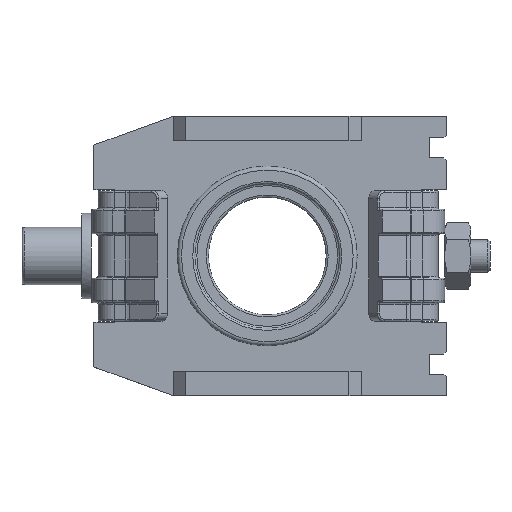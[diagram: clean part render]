
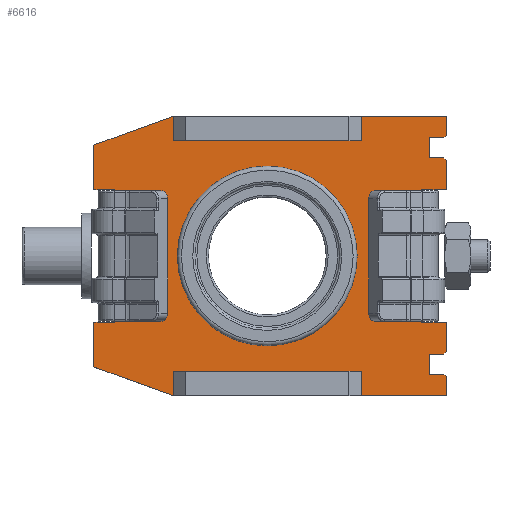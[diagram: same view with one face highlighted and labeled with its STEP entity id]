
A CAD part, top view. The second image highlights one B-rep face of the part: STEP entity #6616.
In plain terms, the highlighted planar face has unit normal (0, 0, 1).
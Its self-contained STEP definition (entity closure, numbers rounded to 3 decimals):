
#206=LINE('',#10481,#730);
#207=LINE('',#10483,#731);
#208=LINE('',#10485,#732);
#209=LINE('',#10487,#733);
#210=LINE('',#10489,#734);
#211=LINE('',#10491,#735);
#212=LINE('',#10493,#736);
#213=LINE('',#10495,#737);
#214=LINE('',#10497,#738);
#215=LINE('',#10499,#739);
#216=LINE('',#10501,#740);
#217=LINE('',#10503,#741);
#218=LINE('',#10505,#742);
#219=LINE('',#10507,#743);
#220=LINE('',#10509,#744);
#221=LINE('',#10511,#745);
#222=LINE('',#10513,#746);
#223=LINE('',#10515,#747);
#224=LINE('',#10517,#748);
#225=LINE('',#10519,#749);
#226=LINE('',#10521,#750);
#227=LINE('',#10523,#751);
#228=LINE('',#10525,#752);
#229=LINE('',#10527,#753);
#230=LINE('',#10529,#754);
#231=LINE('',#10531,#755);
#232=LINE('',#10533,#756);
#233=LINE('',#10535,#757);
#234=LINE('',#10537,#758);
#235=LINE('',#10539,#759);
#236=LINE('',#10541,#760);
#237=LINE('',#10542,#761);
#730=VECTOR('',#8092,1000.);
#731=VECTOR('',#8093,1000.);
#732=VECTOR('',#8094,1000.);
#733=VECTOR('',#8095,1000.);
#734=VECTOR('',#8096,1000.);
#735=VECTOR('',#8097,1000.);
#736=VECTOR('',#8098,1000.);
#737=VECTOR('',#8099,1000.);
#738=VECTOR('',#8100,1000.);
#739=VECTOR('',#8101,1000.);
#740=VECTOR('',#8102,1000.);
#741=VECTOR('',#8103,1000.);
#742=VECTOR('',#8104,1000.);
#743=VECTOR('',#8105,1000.);
#744=VECTOR('',#8106,1000.);
#745=VECTOR('',#8107,1000.);
#746=VECTOR('',#8108,1000.);
#747=VECTOR('',#8109,1000.);
#748=VECTOR('',#8110,1000.);
#749=VECTOR('',#8111,1000.);
#750=VECTOR('',#8112,1000.);
#751=VECTOR('',#8113,1000.);
#752=VECTOR('',#8114,1000.);
#753=VECTOR('',#8115,1000.);
#754=VECTOR('',#8116,1000.);
#755=VECTOR('',#8117,1000.);
#756=VECTOR('',#8118,1000.);
#757=VECTOR('',#8119,1000.);
#758=VECTOR('',#8120,1000.);
#759=VECTOR('',#8121,1000.);
#760=VECTOR('',#8122,1000.);
#761=VECTOR('',#8123,1000.);
#1223=PLANE('',#7127);
#1368=FACE_BOUND('',#1845,.T.);
#1406=FACE_OUTER_BOUND('',#1844,.T.);
#1844=EDGE_LOOP('',(#4443,#4444,#4445,#4446,#4447,#4448,#4449,#4450,#4451,
#4452,#4453,#4454,#4455,#4456,#4457,#4458,#4459,#4460,#4461,#4462,#4463,
#4464,#4465,#4466,#4467,#4468,#4469,#4470,#4471,#4472,#4473,#4474));
#1845=EDGE_LOOP('',(#4475));
#2311=CIRCLE('',#7122,9.31);
#2779=VERTEX_POINT('',#10406);
#2814=VERTEX_POINT('',#10479);
#2815=VERTEX_POINT('',#10480);
#2816=VERTEX_POINT('',#10482);
#2817=VERTEX_POINT('',#10484);
#2818=VERTEX_POINT('',#10486);
#2819=VERTEX_POINT('',#10488);
#2820=VERTEX_POINT('',#10490);
#2821=VERTEX_POINT('',#10492);
#2822=VERTEX_POINT('',#10494);
#2823=VERTEX_POINT('',#10496);
#2824=VERTEX_POINT('',#10498);
#2825=VERTEX_POINT('',#10500);
#2826=VERTEX_POINT('',#10502);
#2827=VERTEX_POINT('',#10504);
#2828=VERTEX_POINT('',#10506);
#2829=VERTEX_POINT('',#10508);
#2830=VERTEX_POINT('',#10510);
#2831=VERTEX_POINT('',#10512);
#2832=VERTEX_POINT('',#10514);
#2833=VERTEX_POINT('',#10516);
#2834=VERTEX_POINT('',#10518);
#2835=VERTEX_POINT('',#10520);
#2836=VERTEX_POINT('',#10522);
#2837=VERTEX_POINT('',#10524);
#2838=VERTEX_POINT('',#10526);
#2839=VERTEX_POINT('',#10528);
#2840=VERTEX_POINT('',#10530);
#2841=VERTEX_POINT('',#10532);
#2842=VERTEX_POINT('',#10534);
#2843=VERTEX_POINT('',#10536);
#2844=VERTEX_POINT('',#10538);
#2845=VERTEX_POINT('',#10540);
#3395=EDGE_CURVE('',#2779,#2779,#2311,.T.);
#3430=EDGE_CURVE('',#2814,#2815,#206,.T.);
#3431=EDGE_CURVE('',#2815,#2816,#207,.T.);
#3432=EDGE_CURVE('',#2817,#2816,#208,.T.);
#3433=EDGE_CURVE('',#2817,#2818,#209,.T.);
#3434=EDGE_CURVE('',#2818,#2819,#210,.T.);
#3435=EDGE_CURVE('',#2819,#2820,#211,.T.);
#3436=EDGE_CURVE('',#2820,#2821,#212,.T.);
#3437=EDGE_CURVE('',#2821,#2822,#213,.T.);
#3438=EDGE_CURVE('',#2822,#2823,#214,.T.);
#3439=EDGE_CURVE('',#2823,#2824,#215,.T.);
#3440=EDGE_CURVE('',#2824,#2825,#216,.T.);
#3441=EDGE_CURVE('',#2825,#2826,#217,.T.);
#3442=EDGE_CURVE('',#2827,#2826,#218,.T.);
#3443=EDGE_CURVE('',#2828,#2827,#219,.T.);
#3444=EDGE_CURVE('',#2829,#2828,#220,.T.);
#3445=EDGE_CURVE('',#2829,#2830,#221,.T.);
#3446=EDGE_CURVE('',#2830,#2831,#222,.T.);
#3447=EDGE_CURVE('',#2832,#2831,#223,.T.);
#3448=EDGE_CURVE('',#2833,#2832,#224,.T.);
#3449=EDGE_CURVE('',#2834,#2833,#225,.T.);
#3450=EDGE_CURVE('',#2834,#2835,#226,.T.);
#3451=EDGE_CURVE('',#2835,#2836,#227,.T.);
#3452=EDGE_CURVE('',#2836,#2837,#228,.T.);
#3453=EDGE_CURVE('',#2837,#2838,#229,.T.);
#3454=EDGE_CURVE('',#2839,#2838,#230,.T.);
#3455=EDGE_CURVE('',#2839,#2840,#231,.T.);
#3456=EDGE_CURVE('',#2840,#2841,#232,.T.);
#3457=EDGE_CURVE('',#2841,#2842,#233,.T.);
#3458=EDGE_CURVE('',#2843,#2842,#234,.T.);
#3459=EDGE_CURVE('',#2844,#2843,#235,.T.);
#3460=EDGE_CURVE('',#2845,#2844,#236,.T.);
#3461=EDGE_CURVE('',#2845,#2814,#237,.T.);
#4443=ORIENTED_EDGE('',*,*,#3430,.T.);
#4444=ORIENTED_EDGE('',*,*,#3431,.T.);
#4445=ORIENTED_EDGE('',*,*,#3432,.F.);
#4446=ORIENTED_EDGE('',*,*,#3433,.T.);
#4447=ORIENTED_EDGE('',*,*,#3434,.T.);
#4448=ORIENTED_EDGE('',*,*,#3435,.T.);
#4449=ORIENTED_EDGE('',*,*,#3436,.T.);
#4450=ORIENTED_EDGE('',*,*,#3437,.T.);
#4451=ORIENTED_EDGE('',*,*,#3438,.T.);
#4452=ORIENTED_EDGE('',*,*,#3439,.T.);
#4453=ORIENTED_EDGE('',*,*,#3440,.T.);
#4454=ORIENTED_EDGE('',*,*,#3441,.T.);
#4455=ORIENTED_EDGE('',*,*,#3442,.F.);
#4456=ORIENTED_EDGE('',*,*,#3443,.F.);
#4457=ORIENTED_EDGE('',*,*,#3444,.F.);
#4458=ORIENTED_EDGE('',*,*,#3445,.T.);
#4459=ORIENTED_EDGE('',*,*,#3446,.T.);
#4460=ORIENTED_EDGE('',*,*,#3447,.F.);
#4461=ORIENTED_EDGE('',*,*,#3448,.F.);
#4462=ORIENTED_EDGE('',*,*,#3449,.F.);
#4463=ORIENTED_EDGE('',*,*,#3450,.T.);
#4464=ORIENTED_EDGE('',*,*,#3451,.T.);
#4465=ORIENTED_EDGE('',*,*,#3452,.T.);
#4466=ORIENTED_EDGE('',*,*,#3453,.T.);
#4467=ORIENTED_EDGE('',*,*,#3454,.F.);
#4468=ORIENTED_EDGE('',*,*,#3455,.T.);
#4469=ORIENTED_EDGE('',*,*,#3456,.T.);
#4470=ORIENTED_EDGE('',*,*,#3457,.T.);
#4471=ORIENTED_EDGE('',*,*,#3458,.F.);
#4472=ORIENTED_EDGE('',*,*,#3459,.F.);
#4473=ORIENTED_EDGE('',*,*,#3460,.F.);
#4474=ORIENTED_EDGE('',*,*,#3461,.T.);
#4475=ORIENTED_EDGE('',*,*,#3395,.F.);
#6616=ADVANCED_FACE('',(#1406,#1368),#1223,.F.);
#7122=AXIS2_PLACEMENT_3D('',#10407,#8048,#8049);
#7127=AXIS2_PLACEMENT_3D('',#10478,#8090,#8091);
#8048=DIRECTION('center_axis',(0.,0.,1.));
#8049=DIRECTION('ref_axis',(1.,0.,0.));
#8090=DIRECTION('center_axis',(0.,0.,-1.));
#8091=DIRECTION('ref_axis',(-1.,0.,0.));
#8092=DIRECTION('',(0.94,-0.342,0.));
#8093=DIRECTION('',(0.,1.,0.));
#8094=DIRECTION('',(-1.,0.,0.));
#8095=DIRECTION('',(0.,-1.,0.));
#8096=DIRECTION('',(1.,0.,0.));
#8097=DIRECTION('',(0.,1.,0.));
#8098=DIRECTION('',(-0.707,0.707,0.));
#8099=DIRECTION('',(-1.,0.,0.));
#8100=DIRECTION('',(0.,1.,0.));
#8101=DIRECTION('',(1.,0.,0.));
#8102=DIRECTION('',(0.707,0.707,0.));
#8103=DIRECTION('',(0.,1.,0.));
#8104=DIRECTION('',(1.,0.,0.));
#8105=DIRECTION('',(0.,-1.,0.));
#8106=DIRECTION('',(-1.,0.,0.));
#8107=DIRECTION('',(0.,1.,0.));
#8108=DIRECTION('',(-0.707,0.707,0.));
#8109=DIRECTION('',(1.,0.,0.));
#8110=DIRECTION('',(0.,-1.,0.));
#8111=DIRECTION('',(-1.,0.,0.));
#8112=DIRECTION('',(0.707,0.707,0.));
#8113=DIRECTION('',(0.,1.,0.));
#8114=DIRECTION('',(-1.,0.,0.));
#8115=DIRECTION('',(0.,-1.,0.));
#8116=DIRECTION('',(1.,0.,0.));
#8117=DIRECTION('',(0.,1.,0.));
#8118=DIRECTION('',(-0.94,-0.342,0.));
#8119=DIRECTION('',(0.,-1.,0.));
#8120=DIRECTION('',(-1.,0.,0.));
#8121=DIRECTION('',(0.,1.,0.));
#8122=DIRECTION('',(1.,0.,0.));
#8123=DIRECTION('',(0.,-1.,0.));
#10406=CARTESIAN_POINT('',(9.31,0.,2.1));
#10407=CARTESIAN_POINT('Origin',(0.,0.,2.1));
#10478=CARTESIAN_POINT('Origin',(21.9,17.1,2.1));
#10479=CARTESIAN_POINT('',(-21.2,-13.569,2.1));
#10480=CARTESIAN_POINT('',(-11.5,-17.1,2.1));
#10481=CARTESIAN_POINT('',(-11.5,-17.1,2.1));
#10482=CARTESIAN_POINT('',(-11.5,-14.1,2.1));
#10483=CARTESIAN_POINT('',(-11.5,-14.1,2.1));
#10484=CARTESIAN_POINT('',(11.5,-14.1,2.1));
#10485=CARTESIAN_POINT('',(21.9,-14.1,2.1));
#10486=CARTESIAN_POINT('',(11.5,-17.1,2.1));
#10487=CARTESIAN_POINT('',(11.5,-17.1,2.1));
#10488=CARTESIAN_POINT('',(21.9,-17.1,2.1));
#10489=CARTESIAN_POINT('',(-21.2,-17.1,2.1));
#10490=CARTESIAN_POINT('',(21.9,-14.8,2.1));
#10491=CARTESIAN_POINT('',(21.9,-17.1,2.1));
#10492=CARTESIAN_POINT('',(21.6,-14.5,2.1));
#10493=CARTESIAN_POINT('',(21.9,-14.8,2.1));
#10494=CARTESIAN_POINT('',(19.8,-14.5,2.1));
#10495=CARTESIAN_POINT('',(21.9,-14.5,2.1));
#10496=CARTESIAN_POINT('',(19.8,-12.,2.1));
#10497=CARTESIAN_POINT('',(19.8,-14.5,2.1));
#10498=CARTESIAN_POINT('',(21.6,-12.,2.1));
#10499=CARTESIAN_POINT('',(21.9,-12.,2.1));
#10500=CARTESIAN_POINT('',(21.9,-11.7,2.1));
#10501=CARTESIAN_POINT('',(21.6,-12.,2.1));
#10502=CARTESIAN_POINT('',(21.9,-8.1,2.1));
#10503=CARTESIAN_POINT('',(21.9,-17.1,2.1));
#10504=CARTESIAN_POINT('',(18.9,-8.1,2.1));
#10505=CARTESIAN_POINT('',(21.9,-8.1,2.1));
#10506=CARTESIAN_POINT('',(18.9,8.1,2.1));
#10507=CARTESIAN_POINT('',(18.9,8.1,2.1));
#10508=CARTESIAN_POINT('',(21.9,8.1,2.1));
#10509=CARTESIAN_POINT('',(21.9,8.1,2.1));
#10510=CARTESIAN_POINT('',(21.9,11.7,2.1));
#10511=CARTESIAN_POINT('',(21.9,-17.1,2.1));
#10512=CARTESIAN_POINT('',(21.6,12.,2.1));
#10513=CARTESIAN_POINT('',(21.9,11.7,2.1));
#10514=CARTESIAN_POINT('',(19.8,12.,2.1));
#10515=CARTESIAN_POINT('',(21.9,12.,2.1));
#10516=CARTESIAN_POINT('',(19.8,14.5,2.1));
#10517=CARTESIAN_POINT('',(19.8,14.5,2.1));
#10518=CARTESIAN_POINT('',(21.6,14.5,2.1));
#10519=CARTESIAN_POINT('',(21.9,14.5,2.1));
#10520=CARTESIAN_POINT('',(21.9,14.8,2.1));
#10521=CARTESIAN_POINT('',(21.6,14.5,2.1));
#10522=CARTESIAN_POINT('',(21.9,17.1,2.1));
#10523=CARTESIAN_POINT('',(21.9,-17.1,2.1));
#10524=CARTESIAN_POINT('',(11.5,17.1,2.1));
#10525=CARTESIAN_POINT('',(-21.2,17.1,2.1));
#10526=CARTESIAN_POINT('',(11.5,14.1,2.1));
#10527=CARTESIAN_POINT('',(11.5,17.1,2.1));
#10528=CARTESIAN_POINT('',(-11.5,14.1,2.1));
#10529=CARTESIAN_POINT('',(21.9,14.1,2.1));
#10530=CARTESIAN_POINT('',(-11.5,17.1,2.1));
#10531=CARTESIAN_POINT('',(-11.5,17.1,2.1));
#10532=CARTESIAN_POINT('',(-21.2,13.569,2.1));
#10533=CARTESIAN_POINT('',(-21.2,13.569,2.1));
#10534=CARTESIAN_POINT('',(-21.2,8.1,2.1));
#10535=CARTESIAN_POINT('',(-21.2,-17.1,2.1));
#10536=CARTESIAN_POINT('',(-18.7,8.1,2.1));
#10537=CARTESIAN_POINT('',(-21.2,8.1,2.1));
#10538=CARTESIAN_POINT('',(-18.7,-8.1,2.1));
#10539=CARTESIAN_POINT('',(-18.7,8.1,2.1));
#10540=CARTESIAN_POINT('',(-21.2,-8.1,2.1));
#10541=CARTESIAN_POINT('',(-21.2,-8.1,2.1));
#10542=CARTESIAN_POINT('',(-21.2,-17.1,2.1));
